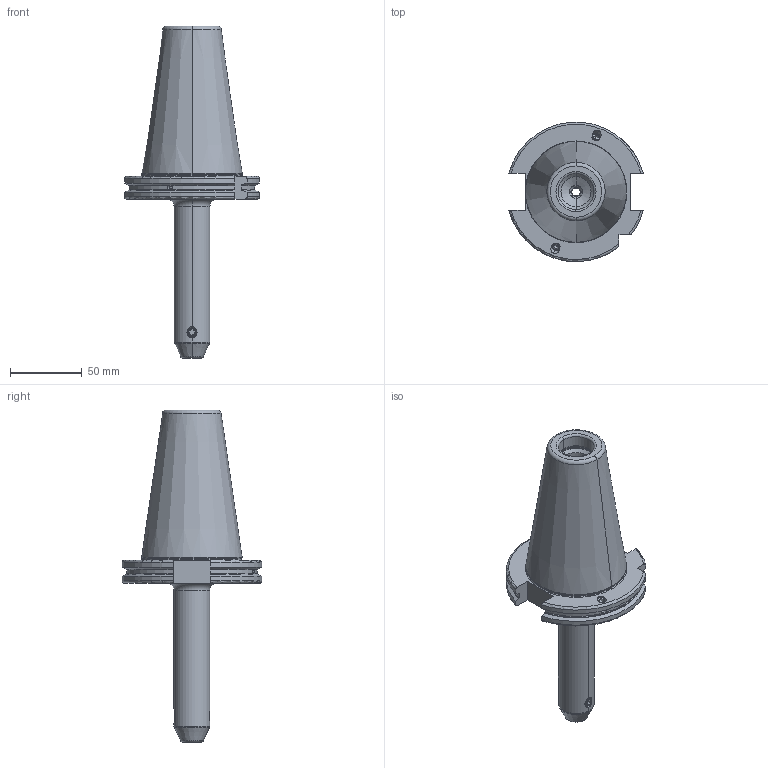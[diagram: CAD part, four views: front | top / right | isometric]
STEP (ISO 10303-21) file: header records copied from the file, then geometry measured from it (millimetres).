
FILE_DESCRIPTION((''),'2;1');
FILE_NAME('503_04_06_130_K','2021-03-31T',('103090'),(''),'CREO PARAMETRIC BY PTC INC, 2016260','CREO PARAMETRIC BY PTC INC, 2016260','');
FILE_SCHEMA(('CONFIG_CONTROL_DESIGN'));
Length unit declared in the file: millimetre
Products named in the file (1): 503_04_06_130_K
Bounding box: 94.05 x 97.31 x 231.75 mm (x, y, z)
Volume: 378415 mm3; surface area: 54123.8 mm2
Topology: 1 solids, 1 shells, 215 faces, 539 edges, 329 vertices
Faces by surface type: cylinder 61, plane 60, cone 48, torus 44, sphere 2
Entity records: 7111 total; most frequent: CARTESIAN_POINT 2018, DIRECTION 1068, ORIENTED_EDGE 1058, EDGE_CURVE 529, AXIS2_PLACEMENT_3D 429, VERTEX_POINT 325, EDGE_LOOP 230, FACE_OUTER_BOUND 215
